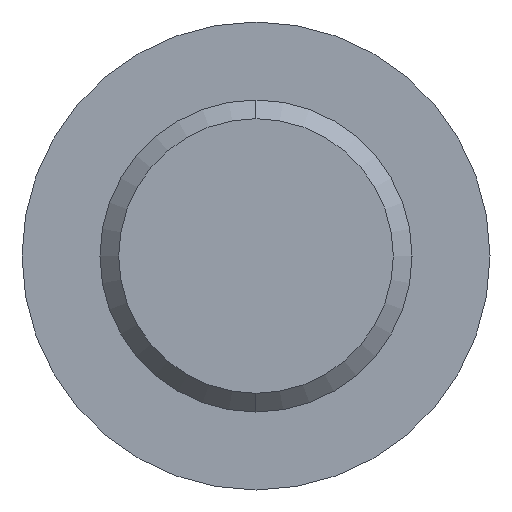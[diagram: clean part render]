
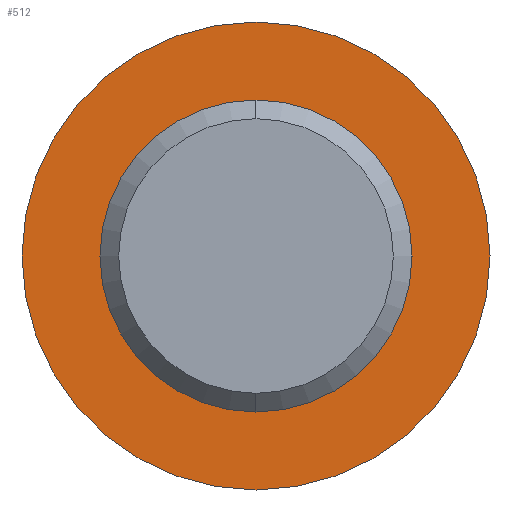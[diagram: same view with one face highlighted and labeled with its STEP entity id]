
A CAD part, left-side view. The second image highlights one B-rep face of the part: STEP entity #512.
In plain terms, the highlighted planar face has unit normal (-1, 0, 0).
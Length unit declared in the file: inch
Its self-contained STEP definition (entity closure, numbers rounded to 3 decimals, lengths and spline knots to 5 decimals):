
#7 = CIRCLE ( 'NONE', #228, 0.1405 ) ;
#9 = CARTESIAN_POINT ( 'NONE',  ( 0., 0., 0.1405 ) ) ;
#29 = DIRECTION ( 'NONE',  ( 0., 0., -1. ) ) ;
#41 = DIRECTION ( 'NONE',  ( -1., 0., 0. ) ) ;
#56 = EDGE_CURVE ( 'NONE', #390, #435, #209, .T. ) ;
#64 = CARTESIAN_POINT ( 'NONE',  ( 0., 0., 0. ) ) ;
#82 = DIRECTION ( 'NONE',  ( 0., 0., 1. ) ) ;
#87 = CARTESIAN_POINT ( 'NONE',  ( 0., 0., -0.1405 ) ) ;
#91 = CIRCLE ( 'NONE', #207, 0.375 ) ;
#111 = VERTEX_POINT ( 'NONE', #311 ) ;
#155 = CARTESIAN_POINT ( 'NONE',  ( 0., 0., 0. ) ) ;
#173 = CIRCLE ( 'NONE', #389, 0.375 ) ;
#200 = FACE_OUTER_BOUND ( 'NONE', #383, .T. ) ;
#204 = DIRECTION ( 'NONE',  ( 1., 0., 0. ) ) ;
#207 = AXIS2_PLACEMENT_3D ( 'NONE', #365, #458, #246 ) ;
#209 = CIRCLE ( 'NONE', #501, 0.1405 ) ;
#223 = ORIENTED_EDGE ( 'NONE', *, *, #243, .F. ) ;
#228 = AXIS2_PLACEMENT_3D ( 'NONE', #64, #247, #409 ) ;
#243 = EDGE_CURVE ( 'NONE', #435, #390, #7, .T. ) ;
#246 = DIRECTION ( 'NONE',  ( 0., 0., -1. ) ) ;
#247 = DIRECTION ( 'NONE',  ( -1., 0., 0. ) ) ;
#273 = EDGE_CURVE ( 'NONE', #492, #111, #173, .T. ) ;
#289 = ORIENTED_EDGE ( 'NONE', *, *, #273, .F. ) ;
#299 = ORIENTED_EDGE ( 'NONE', *, *, #545, .F. ) ;
#300 = AXIS2_PLACEMENT_3D ( 'NONE', #155, #335, #497 ) ;
#311 = CARTESIAN_POINT ( 'NONE',  ( 0., 0., -0.375 ) ) ;
#335 = DIRECTION ( 'NONE',  ( 1., 0., 0. ) ) ;
#346 = EDGE_LOOP ( 'NONE', ( #223, #417 ) ) ;
#365 = CARTESIAN_POINT ( 'NONE',  ( 0., 0., 0. ) ) ;
#373 = PLANE ( 'NONE',  #300 ) ;
#383 = EDGE_LOOP ( 'NONE', ( #299, #289 ) ) ;
#389 = AXIS2_PLACEMENT_3D ( 'NONE', #416, #204, #29 ) ;
#390 = VERTEX_POINT ( 'NONE', #87 ) ;
#409 = DIRECTION ( 'NONE',  ( 0., 0., 1. ) ) ;
#413 = FACE_BOUND ( 'NONE', #346, .T. ) ;
#416 = CARTESIAN_POINT ( 'NONE',  ( 0., 0., 0. ) ) ;
#417 = ORIENTED_EDGE ( 'NONE', *, *, #56, .F. ) ;
#435 = VERTEX_POINT ( 'NONE', #9 ) ;
#458 = DIRECTION ( 'NONE',  ( 1., 0., 0. ) ) ;
#470 = CARTESIAN_POINT ( 'NONE',  ( 0., 0., 0. ) ) ;
#492 = VERTEX_POINT ( 'NONE', #494 ) ;
#494 = CARTESIAN_POINT ( 'NONE',  ( 0., 0., 0.375 ) ) ;
#497 = DIRECTION ( 'NONE',  ( 0., 0., -1. ) ) ;
#501 = AXIS2_PLACEMENT_3D ( 'NONE', #470, #41, #82 ) ;
#512 = ADVANCED_FACE ( 'NONE', ( #413, #200 ), #373, .F. ) ;
#545 = EDGE_CURVE ( 'NONE', #111, #492, #91, .T. ) ;
